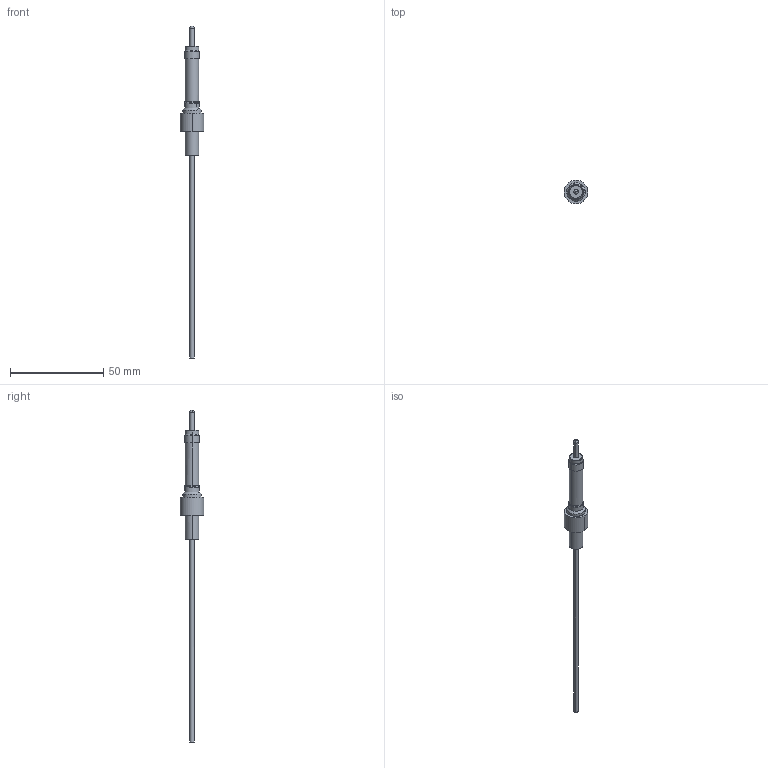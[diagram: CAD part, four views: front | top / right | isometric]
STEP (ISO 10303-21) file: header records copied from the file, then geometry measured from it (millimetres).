
FILE_DESCRIPTION (( 'STEP AP203' ), '1' );
FILE_NAME ('A7501-2-W.STEP', '2013-06-17T12:43:02', ( '' ), ( '' ), 'SwSTEP 2.0', 'SolidWorks 2012', '' );
FILE_SCHEMA (( 'CONFIG_CONTROL_DESIGN' ));
Length unit declared in the file: inch
Products named in the file (1): A7501-2-W
Bounding box: 12.57 x 12.57 x 177.8 mm (x, y, z)
Volume: 3199.2 mm3; surface area: 4411.5 mm2
Topology: 1 solids, 1 shells, 64 faces, 136 edges, 84 vertices
Faces by surface type: cylinder 30, cone 18, plane 12, torus 4
Entity records: 1827 total; most frequent: DIRECTION 354, CARTESIAN_POINT 285, ORIENTED_EDGE 272, AXIS2_PLACEMENT_3D 153, EDGE_CURVE 136, CIRCLE 88, VERTEX_POINT 84, EDGE_LOOP 74
